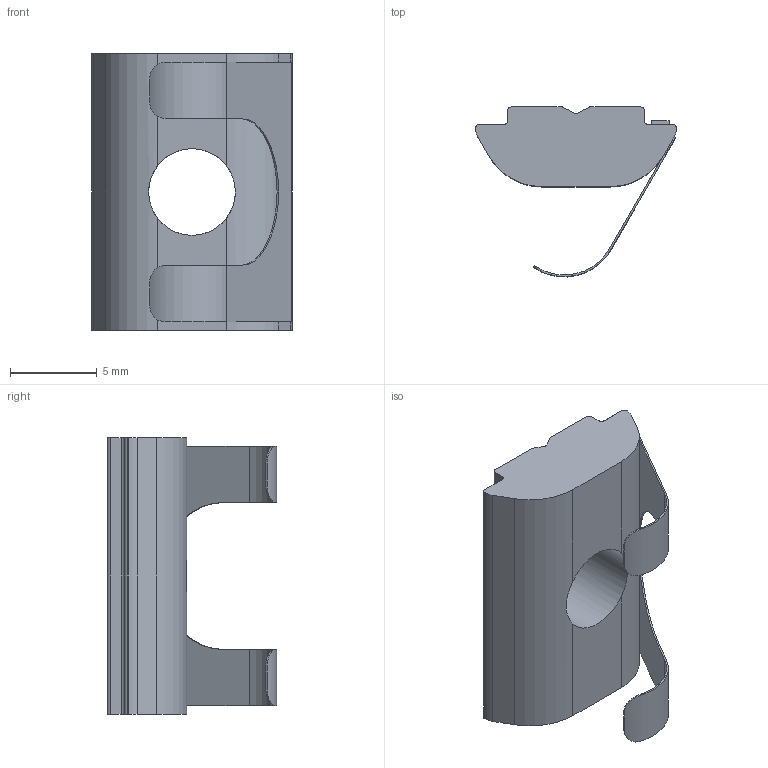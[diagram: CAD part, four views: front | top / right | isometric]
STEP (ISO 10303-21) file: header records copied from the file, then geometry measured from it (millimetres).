
FILE_DESCRIPTION(/* description */ (''),/* implementation_level */ '2;1');
FILE_NAME(/* name */ '210609.stp',/* time_stamp */ '2022-08-05T09:43:00+02:00',/* author */ ('aluteckkpl_tw'),/* organization */ (''),/* preprocessor_version */ 'ST-DEVELOPER v18.1',/* originating_system */ 'Autodesk Inventor 2021',/* authorisation */ '');
FILE_SCHEMA (('AUTOMOTIVE_DESIGN { 1 0 10303 214 3 1 1 }'));
Length unit declared in the file: millimetre
Products named in the file (2): 210609-ZP; 210609-ZP_1
Assembly tree (1 placements, depth 2):
  210609-ZP
    210609-ZP_1
Bounding box: 11.6 x 9.8 x 16 mm (x, y, z)
Volume: 600.5 mm3; surface area: 746.4 mm2
Topology: 1 solids, 1 shells, 62 faces, 176 edges, 116 vertices
Faces by surface type: plane 36, cylinder 26
Full cylindrical faces by diameter (mm): 5 x1
Entity records: 2206 total; most frequent: CARTESIAN_POINT 494, ORIENTED_EDGE 352, DIRECTION 334, EDGE_CURVE 176, VERTEX_POINT 116, LINE 114, VECTOR 114, AXIS2_PLACEMENT_3D 110
